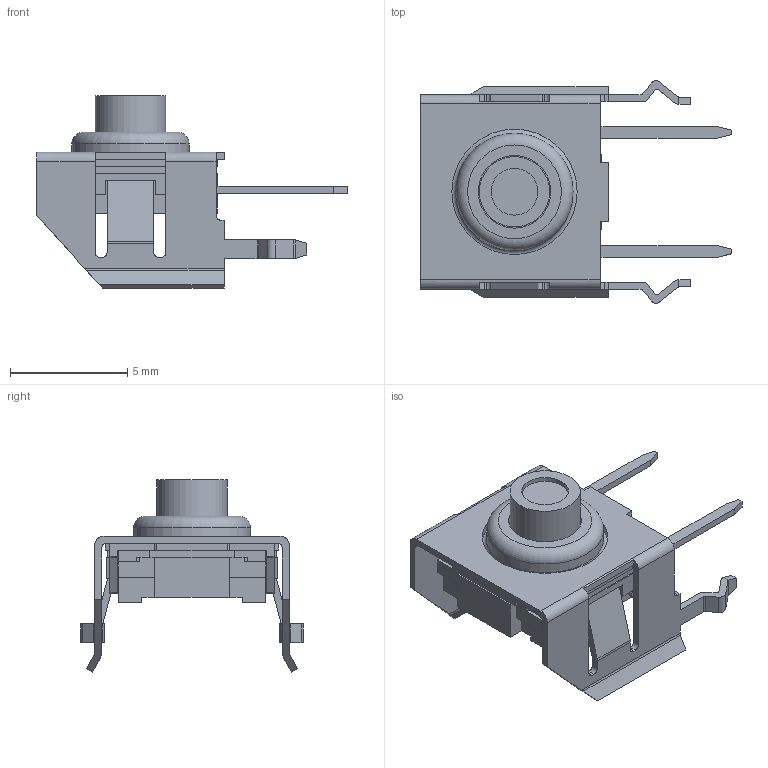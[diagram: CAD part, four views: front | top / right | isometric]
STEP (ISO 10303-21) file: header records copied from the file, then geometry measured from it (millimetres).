
FILE_DESCRIPTION((' '),'2;1');
FILE_NAME('TL6110BFxxxxP.stp','2017-07-31T08:59:39',(' '),(' '),' ','ACIS',' ');
FILE_SCHEMA(('CONFIG_CONTROL_DESIGN'));
Length unit declared in the file: inch
Products named in the file (1): TL6110BFxxxxP.stp
Bounding box: 13.25 x 9.5 x 8.2 mm (x, y, z)
Volume: 148.9 mm3; surface area: 585.9 mm2
Topology: 1 solids, 3 shells, 461 faces, 1313 edges, 863 vertices
Faces by surface type: plane 346, cylinder 110, torus 4, sphere 1
Full cylindrical faces by diameter (mm): 2 x1, 2.1 x1, 3 x1, 3.1 x1, 4 x1, 4.3 x1, 4.35 x1, 5 x1, 5.35 x1
Entity records: 14897 total; most frequent: CARTESIAN_POINT 2614, ORIENTED_EDGE 2588, DIRECTION 2454, EDGE_CURVE 1294, VECTOR 1058, LINE 1058, VERTEX_POINT 858, AXIS2_PLACEMENT_3D 698
